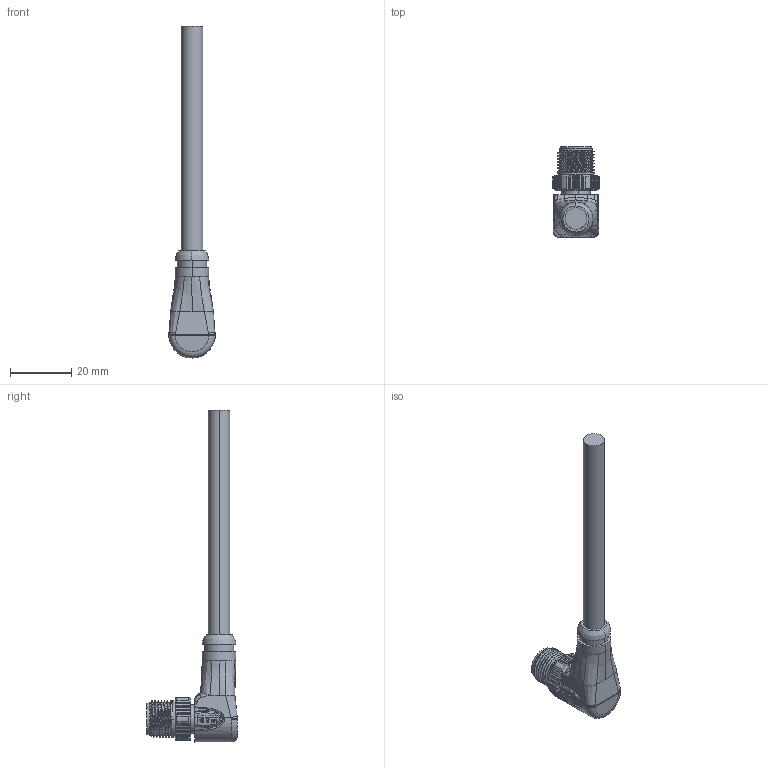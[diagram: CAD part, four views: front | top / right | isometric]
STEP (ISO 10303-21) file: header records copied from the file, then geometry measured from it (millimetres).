
FILE_DESCRIPTION((''),'2;1');
FILE_NAME('3D','2023-12-26T',('13539'),(''),'PRO/ENGINEER BY PARAMETRIC TECHNOLOGY CORPORATION, 2012480','PRO/ENGINEER BY PARAMETRIC TECHNOLOGY CORPORATION, 2012480','');
FILE_SCHEMA(('CONFIG_CONTROL_DESIGN'));
Length unit declared in the file: millimetre
Products named in the file (1): 3D
Bounding box: 15.2 x 29.7 x 108.49 mm (x, y, z)
Volume: 8812.5 mm3; surface area: 6384.2 mm2
Topology: 1 solids, 10 shells, 834 faces, 2347 edges, 1552 vertices
Faces by surface type: cylinder 333, plane 331, cone 79, bspline 68, sphere 16, extrusion 5, torus 2
Entity records: 35408 total; most frequent: CARTESIAN_POINT 14508, ORIENTED_EDGE 4624, DIRECTION 4112, EDGE_CURVE 2312, AXIS2_PLACEMENT_3D 1637, VERTEX_POINT 1552, EDGE_LOOP 910, CIRCLE 876
